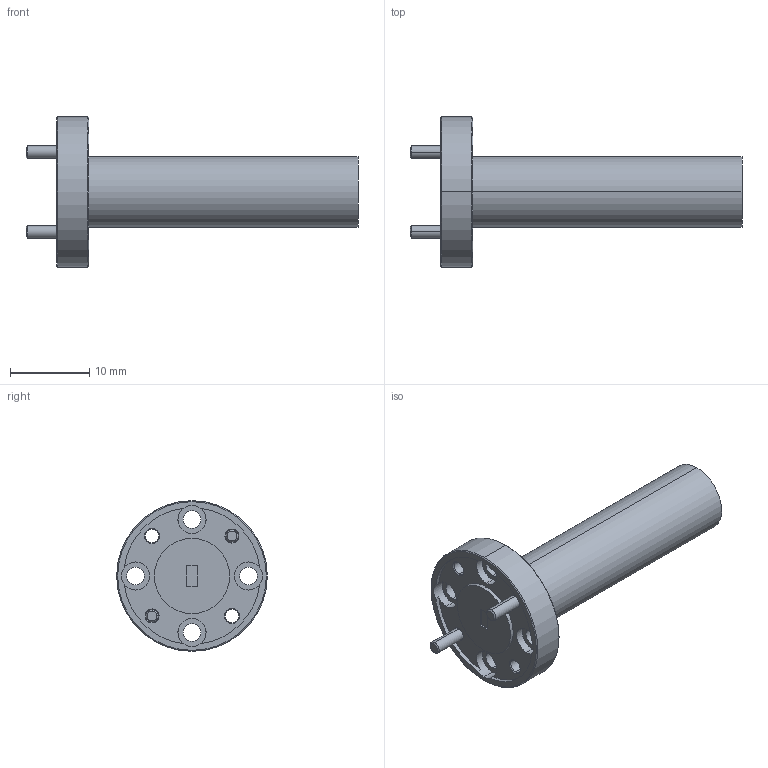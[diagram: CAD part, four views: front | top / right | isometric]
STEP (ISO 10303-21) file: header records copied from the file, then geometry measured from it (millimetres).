
FILE_DESCRIPTION (( 'STEP AP214' ), '1' );
FILE_NAME ('WL-WL-A.STEP', '2023-01-17T18:20:03', ( '' ), ( '' ), 'SwSTEP 2.0', 'SolidWorks 2021', '' );
FILE_SCHEMA (( 'AUTOMOTIVE_DESIGN' ));
Length unit declared in the file: inch
Products named in the file (4): DMWL-10-401-A1, df.STEP; PHW-DPXXXX-Y_PHW-DP0631-W.STEP; WL-WL-A; WL-WL-A.STEP
Assembly tree (4 placements, depth 3):
  WL-WL-A
    WL-WL-A.STEP
      DMWL-10-401-A1, df.STEP
      PHW-DPXXXX-Y_PHW-DP0631-W.STEP  x2
Bounding box: 41.97 x 19.05 x 19.05 mm (x, y, z)
Volume: 3105.7 mm3; surface area: 2025.3 mm2
Topology: 3 solids, 3 shells, 76 faces, 178 edges, 112 vertices
Faces by surface type: cylinder 38, cone 20, plane 18
Entity records: 2208 total; most frequent: DIRECTION 412, CARTESIAN_POINT 344, ORIENTED_EDGE 328, AXIS2_PLACEMENT_3D 172, EDGE_CURVE 164, VERTEX_POINT 104, CIRCLE 96, EDGE_LOOP 88
